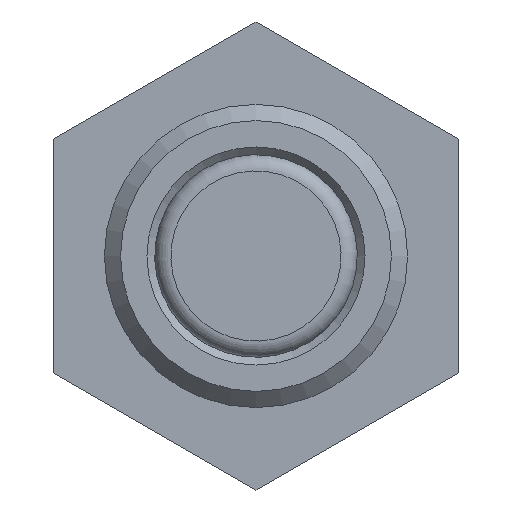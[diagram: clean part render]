
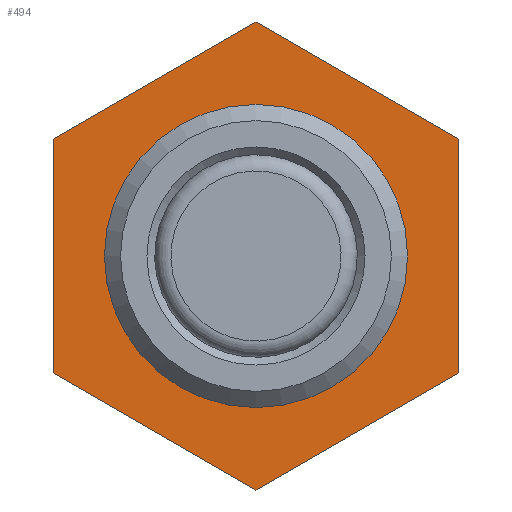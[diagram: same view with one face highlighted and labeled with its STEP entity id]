
A CAD part, left-side view. The second image highlights one B-rep face of the part: STEP entity #494.
In plain terms, the highlighted face is planar.
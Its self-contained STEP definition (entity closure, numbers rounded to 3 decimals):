
#31=LINE('',#812,#79);
#34=LINE('',#818,#82);
#37=LINE('',#824,#85);
#40=LINE('',#830,#88);
#43=LINE('',#836,#91);
#46=LINE('',#840,#94);
#79=VECTOR('',#666,1000.);
#82=VECTOR('',#671,1000.);
#85=VECTOR('',#676,1000.);
#88=VECTOR('',#681,1000.);
#91=VECTOR('',#686,1000.);
#94=VECTOR('',#691,1000.);
#131=PLANE('',#602);
#160=FACE_BOUND('',#218,.T.);
#178=FACE_OUTER_BOUND('',#217,.T.);
#217=EDGE_LOOP('',(#395,#396,#397,#398,#399,#400));
#218=EDGE_LOOP('',(#401));
#254=CIRCLE('',#595,4.75);
#266=VERTEX_POINT('',#803);
#269=VERTEX_POINT('',#809);
#270=VERTEX_POINT('',#811);
#272=VERTEX_POINT('',#817);
#274=VERTEX_POINT('',#823);
#276=VERTEX_POINT('',#829);
#278=VERTEX_POINT('',#835);
#308=EDGE_CURVE('',#266,#266,#254,.T.);
#311=EDGE_CURVE('',#269,#270,#31,.T.);
#314=EDGE_CURVE('',#270,#272,#34,.T.);
#317=EDGE_CURVE('',#272,#274,#37,.T.);
#320=EDGE_CURVE('',#274,#276,#40,.T.);
#323=EDGE_CURVE('',#276,#278,#43,.T.);
#326=EDGE_CURVE('',#278,#269,#46,.T.);
#395=ORIENTED_EDGE('',*,*,#311,.F.);
#396=ORIENTED_EDGE('',*,*,#326,.F.);
#397=ORIENTED_EDGE('',*,*,#323,.F.);
#398=ORIENTED_EDGE('',*,*,#320,.F.);
#399=ORIENTED_EDGE('',*,*,#317,.F.);
#400=ORIENTED_EDGE('',*,*,#314,.F.);
#401=ORIENTED_EDGE('',*,*,#308,.T.);
#494=ADVANCED_FACE('',(#178,#160),#131,.F.);
#595=AXIS2_PLACEMENT_3D('',#804,#660,#661);
#602=AXIS2_PLACEMENT_3D('',#841,#692,#693);
#660=DIRECTION('center_axis',(0.,1.,0.));
#661=DIRECTION('ref_axis',(1.,0.,0.));
#666=DIRECTION('',(0.5,0.,0.866));
#671=DIRECTION('',(1.,0.,0.));
#676=DIRECTION('',(0.5,0.,-0.866));
#681=DIRECTION('',(-0.5,0.,-0.866));
#686=DIRECTION('',(-1.,0.,0.));
#691=DIRECTION('',(-0.5,0.,0.866));
#692=DIRECTION('center_axis',(0.,1.,0.));
#693=DIRECTION('ref_axis',(0.,0.,1.));
#803=CARTESIAN_POINT('',(-38.307,-25.4,-11.919));
#804=CARTESIAN_POINT('Origin',(-38.307,-25.4,-16.669));
#809=CARTESIAN_POINT('',(-45.639,-25.4,-16.669));
#811=CARTESIAN_POINT('',(-41.973,-25.4,-10.319));
#812=CARTESIAN_POINT('',(-45.639,-25.4,-16.669));
#817=CARTESIAN_POINT('',(-34.641,-25.4,-10.319));
#818=CARTESIAN_POINT('',(-41.973,-25.4,-10.319));
#823=CARTESIAN_POINT('',(-30.975,-25.4,-16.669));
#824=CARTESIAN_POINT('',(-34.641,-25.4,-10.319));
#829=CARTESIAN_POINT('',(-34.641,-25.4,-23.019));
#830=CARTESIAN_POINT('',(-30.975,-25.4,-16.669));
#835=CARTESIAN_POINT('',(-41.973,-25.4,-23.019));
#836=CARTESIAN_POINT('',(-34.641,-25.4,-23.019));
#840=CARTESIAN_POINT('',(-41.973,-25.4,-23.019));
#841=CARTESIAN_POINT('Origin',(-38.307,-25.4,-3.969));
